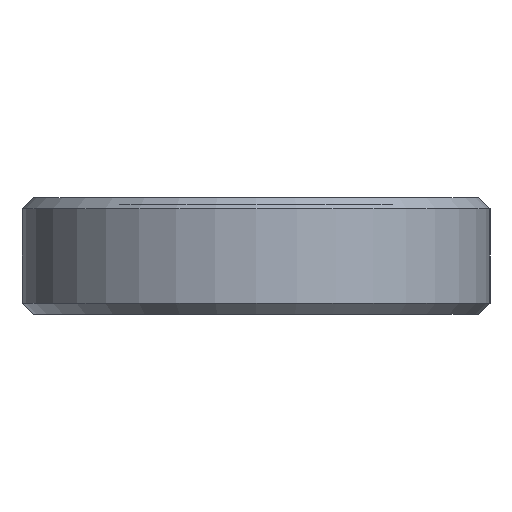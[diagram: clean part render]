
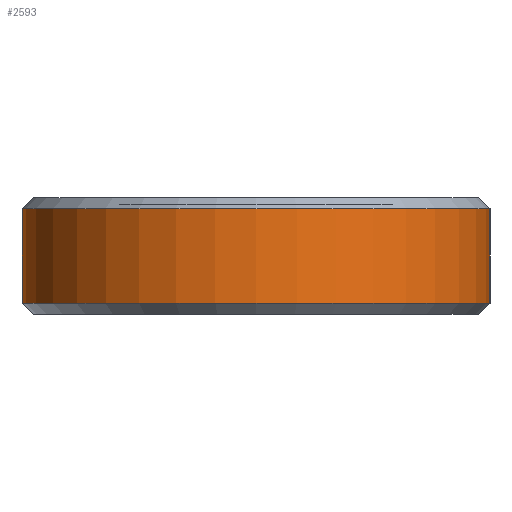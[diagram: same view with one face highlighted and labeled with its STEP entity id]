
A CAD part, left-side view. The second image highlights one B-rep face of the part: STEP entity #2593.
In plain terms, the highlighted cylindrical face has radius 6.25 mm (diameter 12.5 mm), a partial arc.
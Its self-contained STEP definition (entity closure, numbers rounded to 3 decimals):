
#45 = CONICAL_SURFACE('',#46,6.25,0.785);
#46 = AXIS2_PLACEMENT_3D('',#47,#48,#49);
#47 = CARTESIAN_POINT('',(0.,0.,0.3));
#48 = DIRECTION('',(0.,0.,1.));
#49 = DIRECTION('',(0.,1.,0.));
#950 = VERTEX_POINT('',#951);
#951 = CARTESIAN_POINT('',(0.,6.25,0.3));
#974 = VERTEX_POINT('',#975);
#975 = CARTESIAN_POINT('',(0.,-6.25,0.3));
#996 = EDGE_CURVE('',#950,#974,#997,.T.);
#997 = SURFACE_CURVE('',#998,(#1003,#1010),.PCURVE_S1.);
#998 = CIRCLE('',#999,6.25);
#999 = AXIS2_PLACEMENT_3D('',#1000,#1001,#1002);
#1000 = CARTESIAN_POINT('',(0.,0.,0.3));
#1001 = DIRECTION('',(0.,-0.,1.));
#1002 = DIRECTION('',(0.,1.,0.));
#1003 = PCURVE('',#45,#1004);
#1004 = DEFINITIONAL_REPRESENTATION('',(#1005),#1009);
#1005 = LINE('',#1006,#1007);
#1006 = CARTESIAN_POINT('',(0.,0.));
#1007 = VECTOR('',#1008,1.);
#1008 = DIRECTION('',(1.,0.));
#1009 = ( GEOMETRIC_REPRESENTATION_CONTEXT(2) 
PARAMETRIC_REPRESENTATION_CONTEXT() REPRESENTATION_CONTEXT('2D SPACE',''
  ) );
#1010 = PCURVE('',#1011,#1016);
#1011 = CYLINDRICAL_SURFACE('',#1012,6.25);
#1012 = AXIS2_PLACEMENT_3D('',#1013,#1014,#1015);
#1013 = CARTESIAN_POINT('',(0.,0.,0.));
#1014 = DIRECTION('',(-0.,-0.,-1.));
#1015 = DIRECTION('',(1.,0.,0.));
#1016 = DEFINITIONAL_REPRESENTATION('',(#1017),#1021);
#1017 = LINE('',#1018,#1019);
#1018 = CARTESIAN_POINT('',(-1.571,-0.3));
#1019 = VECTOR('',#1020,1.);
#1020 = DIRECTION('',(-1.,0.));
#1021 = ( GEOMETRIC_REPRESENTATION_CONTEXT(2) 
PARAMETRIC_REPRESENTATION_CONTEXT() REPRESENTATION_CONTEXT('2D SPACE',''
  ) );
#1065 = PLANE('',#1066);
#1066 = AXIS2_PLACEMENT_3D('',#1067,#1068,#1069);
#1067 = CARTESIAN_POINT('',(0.,6.25,0.));
#1068 = DIRECTION('',(0.,1.,0.));
#1069 = DIRECTION('',(1.,0.,0.));
#1119 = PLANE('',#1120);
#1120 = AXIS2_PLACEMENT_3D('',#1121,#1122,#1123);
#1121 = CARTESIAN_POINT('',(0.,-6.25,0.));
#1122 = DIRECTION('',(0.,1.,0.));
#1123 = DIRECTION('',(1.,0.,0.));
#2593 = ADVANCED_FACE('',(#2594),#1011,.T.);
#2594 = FACE_BOUND('',#2595,.F.);
#2595 = EDGE_LOOP('',(#2596,#2619,#2648,#2669));
#2596 = ORIENTED_EDGE('',*,*,#2597,.T.);
#2597 = EDGE_CURVE('',#950,#2598,#2600,.T.);
#2598 = VERTEX_POINT('',#2599);
#2599 = CARTESIAN_POINT('',(0.,6.25,2.825));
#2600 = SURFACE_CURVE('',#2601,(#2605,#2612),.PCURVE_S1.);
#2601 = LINE('',#2602,#2603);
#2602 = CARTESIAN_POINT('',(0.,6.25,0.));
#2603 = VECTOR('',#2604,1.);
#2604 = DIRECTION('',(0.,0.,1.));
#2605 = PCURVE('',#1011,#2606);
#2606 = DEFINITIONAL_REPRESENTATION('',(#2607),#2611);
#2607 = LINE('',#2608,#2609);
#2608 = CARTESIAN_POINT('',(-1.571,0.));
#2609 = VECTOR('',#2610,1.);
#2610 = DIRECTION('',(-0.,-1.));
#2611 = ( GEOMETRIC_REPRESENTATION_CONTEXT(2) 
PARAMETRIC_REPRESENTATION_CONTEXT() REPRESENTATION_CONTEXT('2D SPACE',''
  ) );
#2612 = PCURVE('',#1065,#2613);
#2613 = DEFINITIONAL_REPRESENTATION('',(#2614),#2618);
#2614 = LINE('',#2615,#2616);
#2615 = CARTESIAN_POINT('',(0.,0.));
#2616 = VECTOR('',#2617,1.);
#2617 = DIRECTION('',(0.,-1.));
#2618 = ( GEOMETRIC_REPRESENTATION_CONTEXT(2) 
PARAMETRIC_REPRESENTATION_CONTEXT() REPRESENTATION_CONTEXT('2D SPACE',''
  ) );
#2619 = ORIENTED_EDGE('',*,*,#2620,.T.);
#2620 = EDGE_CURVE('',#2598,#2621,#2623,.T.);
#2621 = VERTEX_POINT('',#2622);
#2622 = CARTESIAN_POINT('',(0.,-6.25,2.825));
#2623 = SURFACE_CURVE('',#2624,(#2629,#2636),.PCURVE_S1.);
#2624 = CIRCLE('',#2625,6.25);
#2625 = AXIS2_PLACEMENT_3D('',#2626,#2627,#2628);
#2626 = CARTESIAN_POINT('',(0.,0.,2.825));
#2627 = DIRECTION('',(0.,-0.,1.));
#2628 = DIRECTION('',(0.,1.,0.));
#2629 = PCURVE('',#1011,#2630);
#2630 = DEFINITIONAL_REPRESENTATION('',(#2631),#2635);
#2631 = LINE('',#2632,#2633);
#2632 = CARTESIAN_POINT('',(-1.571,-2.825));
#2633 = VECTOR('',#2634,1.);
#2634 = DIRECTION('',(-1.,0.));
#2635 = ( GEOMETRIC_REPRESENTATION_CONTEXT(2) 
PARAMETRIC_REPRESENTATION_CONTEXT() REPRESENTATION_CONTEXT('2D SPACE',''
  ) );
#2636 = PCURVE('',#2637,#2642);
#2637 = CONICAL_SURFACE('',#2638,6.25,0.785);
#2638 = AXIS2_PLACEMENT_3D('',#2639,#2640,#2641);
#2639 = CARTESIAN_POINT('',(0.,0.,2.825));
#2640 = DIRECTION('',(-0.,-0.,-1.));
#2641 = DIRECTION('',(0.,1.,0.));
#2642 = DEFINITIONAL_REPRESENTATION('',(#2643),#2647);
#2643 = LINE('',#2644,#2645);
#2644 = CARTESIAN_POINT('',(-0.,-0.));
#2645 = VECTOR('',#2646,1.);
#2646 = DIRECTION('',(-1.,-0.));
#2647 = ( GEOMETRIC_REPRESENTATION_CONTEXT(2) 
PARAMETRIC_REPRESENTATION_CONTEXT() REPRESENTATION_CONTEXT('2D SPACE',''
  ) );
#2648 = ORIENTED_EDGE('',*,*,#2649,.F.);
#2649 = EDGE_CURVE('',#974,#2621,#2650,.T.);
#2650 = SURFACE_CURVE('',#2651,(#2655,#2662),.PCURVE_S1.);
#2651 = LINE('',#2652,#2653);
#2652 = CARTESIAN_POINT('',(0.,-6.25,0.));
#2653 = VECTOR('',#2654,1.);
#2654 = DIRECTION('',(0.,0.,1.));
#2655 = PCURVE('',#1011,#2656);
#2656 = DEFINITIONAL_REPRESENTATION('',(#2657),#2661);
#2657 = LINE('',#2658,#2659);
#2658 = CARTESIAN_POINT('',(-4.712,0.));
#2659 = VECTOR('',#2660,1.);
#2660 = DIRECTION('',(-0.,-1.));
#2661 = ( GEOMETRIC_REPRESENTATION_CONTEXT(2) 
PARAMETRIC_REPRESENTATION_CONTEXT() REPRESENTATION_CONTEXT('2D SPACE',''
  ) );
#2662 = PCURVE('',#1119,#2663);
#2663 = DEFINITIONAL_REPRESENTATION('',(#2664),#2668);
#2664 = LINE('',#2665,#2666);
#2665 = CARTESIAN_POINT('',(0.,0.));
#2666 = VECTOR('',#2667,1.);
#2667 = DIRECTION('',(0.,-1.));
#2668 = ( GEOMETRIC_REPRESENTATION_CONTEXT(2) 
PARAMETRIC_REPRESENTATION_CONTEXT() REPRESENTATION_CONTEXT('2D SPACE',''
  ) );
#2669 = ORIENTED_EDGE('',*,*,#996,.F.);
